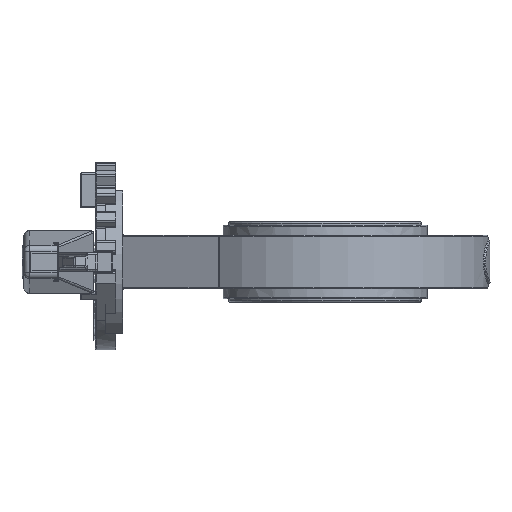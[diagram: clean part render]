
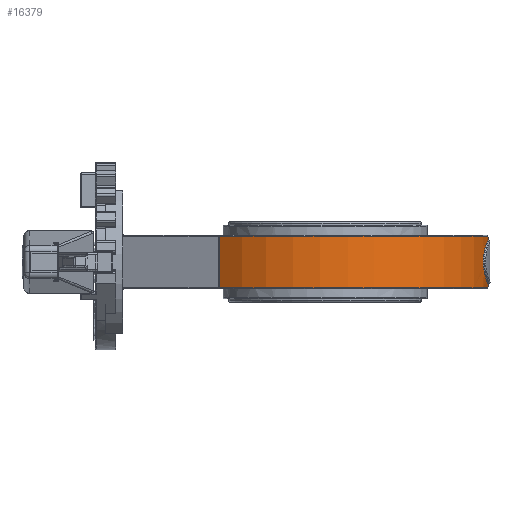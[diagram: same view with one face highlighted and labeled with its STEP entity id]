
A CAD part, left-side view. The second image highlights one B-rep face of the part: STEP entity #16379.
In plain terms, the highlighted cylindrical face has radius 97.5 mm (diameter 195 mm), a partial arc.
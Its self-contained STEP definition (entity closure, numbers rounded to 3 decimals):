
#170=FACE_BOUND('',#2627,.T.);
#531=B_SPLINE_CURVE_WITH_KNOTS('',3,(#25296,#25297,#25298,#25299),
 .UNSPECIFIED.,.F.,.F.,(4,4),(-6.138,-6.105),
 .UNSPECIFIED.);
#535=B_SPLINE_CURVE_WITH_KNOTS('',3,(#25656,#25657,#25658,#25659,#25660,
#25661,#25662,#25663,#25664,#25665,#25666,#25667,#25668,#25669,#25670,#25671,
#25672,#25673,#25674,#25675,#25676,#25677,#25678,#25679,#25680,#25681,#25682),
 .UNSPECIFIED.,.F.,.F.,(4,1,1,1,1,1,1,1,1,1,1,1,1,1,1,1,1,1,1,1,1,1,1,1,
4),(-6.105,-5.667,-5.23,-4.356,
-3.481,-3.044,-2.607,-1.732,-1.295,
-0.858,-0.566,-0.275,0.016,
0.308,0.599,0.891,1.182,
1.474,2.057,2.64,3.514,4.389,
5.263,5.7,6.138),.UNSPECIFIED.);
#1656=FACE_OUTER_BOUND('',#2626,.T.);
#2626=EDGE_LOOP('',(#11582,#11583,#11584,#11585));
#2627=EDGE_LOOP('',(#11586,#11587));
#3687=LINE('',#25688,#4823);
#3688=LINE('',#25691,#4824);
#4823=VECTOR('',#20033,10.);
#4824=VECTOR('',#20036,10.);
#5866=CIRCLE('',#17609,97.5);
#5867=CIRCLE('',#17610,97.5);
#6714=VERTEX_POINT('',#25289);
#6716=VERTEX_POINT('',#25295);
#6719=VERTEX_POINT('',#25684);
#6720=VERTEX_POINT('',#25685);
#6721=VERTEX_POINT('',#25687);
#6722=VERTEX_POINT('',#25689);
#8472=EDGE_CURVE('',#6714,#6716,#531,.T.);
#8477=EDGE_CURVE('',#6716,#6714,#535,.T.);
#8478=EDGE_CURVE('',#6719,#6720,#5866,.T.);
#8479=EDGE_CURVE('',#6721,#6719,#3687,.T.);
#8480=EDGE_CURVE('',#6722,#6721,#5867,.T.);
#8481=EDGE_CURVE('',#6720,#6722,#3688,.T.);
#11582=ORIENTED_EDGE('',*,*,#8478,.F.);
#11583=ORIENTED_EDGE('',*,*,#8479,.F.);
#11584=ORIENTED_EDGE('',*,*,#8480,.F.);
#11585=ORIENTED_EDGE('',*,*,#8481,.F.);
#11586=ORIENTED_EDGE('',*,*,#8477,.F.);
#11587=ORIENTED_EDGE('',*,*,#8472,.F.);
#15041=CYLINDRICAL_SURFACE('',#17608,97.5);
#16379=ADVANCED_FACE('',(#1656,#170),#15041,.T.);
#17608=AXIS2_PLACEMENT_3D('',#25683,#20029,#20030);
#17609=AXIS2_PLACEMENT_3D('',#25686,#20031,#20032);
#17610=AXIS2_PLACEMENT_3D('',#25690,#20034,#20035);
#20029=DIRECTION('center_axis',(0.,0.,1.));
#20030=DIRECTION('ref_axis',(0.,-1.,0.));
#20031=DIRECTION('center_axis',(0.,0.,1.));
#20032=DIRECTION('ref_axis',(0.,-1.,0.));
#20033=DIRECTION('',(0.,0.,1.));
#20034=DIRECTION('center_axis',(0.,0.,-1.));
#20035=DIRECTION('ref_axis',(0.,-1.,0.));
#20036=DIRECTION('',(0.,0.,-1.));
#25289=CARTESIAN_POINT('',(24.109,-94.472,-0.327));
#25295=CARTESIAN_POINT('',(24.115,-94.471,0.003));
#25296=CARTESIAN_POINT('Ctrl Pts',(24.109,-94.472,-0.327));
#25297=CARTESIAN_POINT('Ctrl Pts',(24.113,-94.471,-0.217));
#25298=CARTESIAN_POINT('Ctrl Pts',(24.115,-94.471,-0.107));
#25299=CARTESIAN_POINT('Ctrl Pts',(24.115,-94.471,0.003));
#25656=CARTESIAN_POINT('Ctrl Pts',(24.115,-94.471,0.003));
#25657=CARTESIAN_POINT('Ctrl Pts',(24.115,-94.471,1.46));
#25658=CARTESIAN_POINT('Ctrl Pts',(23.288,-94.686,4.362));
#25659=CARTESIAN_POINT('Ctrl Pts',(19.486,-95.58,8.795));
#25660=CARTESIAN_POINT('Ctrl Pts',(12.994,-96.752,12.155));
#25661=CARTESIAN_POINT('Ctrl Pts',(5.904,-97.397,13.676));
#25662=CARTESIAN_POINT('Ctrl Pts',(0.058,-97.532,
13.986));
#25663=CARTESIAN_POINT('Ctrl Pts',(-5.71,-97.409,
13.699));
#25664=CARTESIAN_POINT('Ctrl Pts',(-11.46,-96.892,
12.502));
#25665=CARTESIAN_POINT('Ctrl Pts',(-16.726,-96.08,10.213));
#25666=CARTESIAN_POINT('Ctrl Pts',(-19.929,-95.455,
8.063));
#25667=CARTESIAN_POINT('Ctrl Pts',(-22.248,-94.933,
5.615));
#25668=CARTESIAN_POINT('Ctrl Pts',(-23.7,-94.578,
3.074));
#25669=CARTESIAN_POINT('Ctrl Pts',(-24.291,-94.425,
0.168));
#25670=CARTESIAN_POINT('Ctrl Pts',(-23.82,-94.547,
-2.755));
#25671=CARTESIAN_POINT('Ctrl Pts',(-22.44,-94.888,
-5.355));
#25672=CARTESIAN_POINT('Ctrl Pts',(-20.507,-95.328,
-7.496));
#25673=CARTESIAN_POINT('Ctrl Pts',(-18.198,-95.797,
-9.258));
#25674=CARTESIAN_POINT('Ctrl Pts',(-14.874,-96.387,
-11.122));
#25675=CARTESIAN_POINT('Ctrl Pts',(-10.302,-97.009,
-12.76));
#25676=CARTESIAN_POINT('Ctrl Pts',(-3.671,-97.522,
-13.965));
#25677=CARTESIAN_POINT('Ctrl Pts',(4.164,-97.542,-14.011));
#25678=CARTESIAN_POINT('Ctrl Pts',(12.689,-96.792,-12.258));
#25679=CARTESIAN_POINT('Ctrl Pts',(19.218,-95.636,-8.977));
#25680=CARTESIAN_POINT('Ctrl Pts',(23.117,-94.728,-4.644));
#25681=CARTESIAN_POINT('Ctrl Pts',(24.051,-94.487,-1.785));
#25682=CARTESIAN_POINT('Ctrl Pts',(24.109,-94.472,-0.327));
#25683=CARTESIAN_POINT('Origin',(0.,0.,0.));
#25684=CARTESIAN_POINT('',(-74.225,63.221,15.5));
#25685=CARTESIAN_POINT('',(74.225,63.221,15.5));
#25686=CARTESIAN_POINT('Origin',(0.,0.,15.5));
#25687=CARTESIAN_POINT('',(-74.225,63.221,-15.5));
#25688=CARTESIAN_POINT('',(-74.225,63.221,0.));
#25689=CARTESIAN_POINT('',(74.225,63.221,-15.5));
#25690=CARTESIAN_POINT('Origin',(0.,0.,-15.5));
#25691=CARTESIAN_POINT('',(74.225,63.221,0.));
